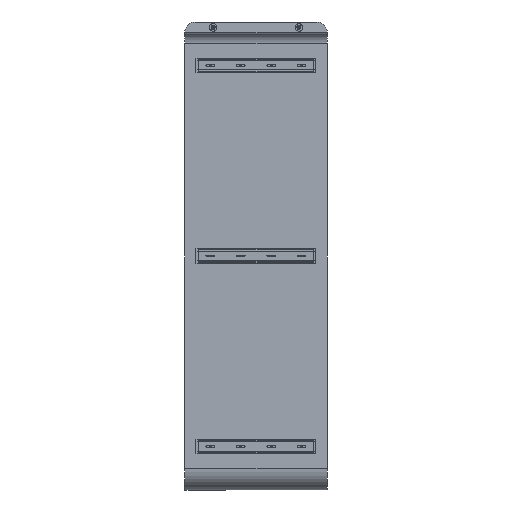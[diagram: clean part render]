
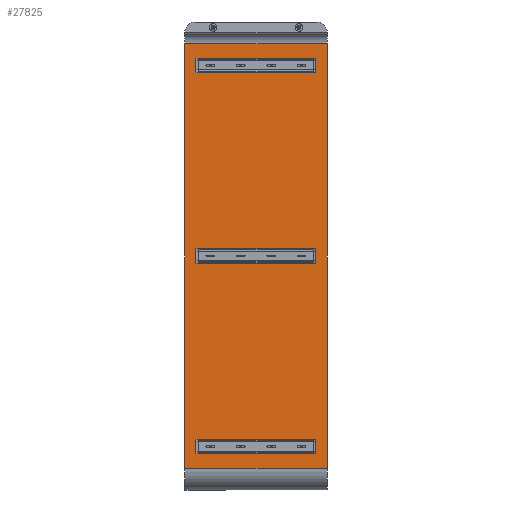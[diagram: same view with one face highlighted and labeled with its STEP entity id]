
A CAD part, front view. The second image highlights one B-rep face of the part: STEP entity #27825.
In plain terms, the highlighted planar face has unit normal (0, -1, 0).
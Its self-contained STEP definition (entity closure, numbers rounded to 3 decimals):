
#47 = DIRECTION ( 'NONE',  ( 0., 0., -1. ) ) ;
#49 = DIRECTION ( 'NONE',  ( 0., 0., -1. ) ) ;
#219 = FACE_BOUND ( 'NONE', #44852, .T. ) ;
#475 = FACE_OUTER_BOUND ( 'NONE', #16420, .T. ) ;
#581 = EDGE_CURVE ( 'NONE', #4543, #31240, #37702, .T. ) ;
#713 = VERTEX_POINT ( 'NONE', #9012 ) ;
#860 = EDGE_CURVE ( 'NONE', #45968, #13779, #16853, .T. ) ;
#2286 = VECTOR ( 'NONE', #21216, 1000. ) ;
#2318 = VECTOR ( 'NONE', #9261, 1000. ) ;
#2569 = EDGE_CURVE ( 'NONE', #18736, #41325, #42530, .T. ) ;
#2921 = CARTESIAN_POINT ( 'NONE',  ( -258.438, 531.417, -89.876 ) ) ;
#2960 = LINE ( 'NONE', #6402, #24071 ) ;
#3304 = CARTESIAN_POINT ( 'NONE',  ( -298.438, 531.417, -39.876 ) ) ;
#3938 = EDGE_CURVE ( 'NONE', #28555, #24615, #38963, .T. ) ;
#4134 = FACE_BOUND ( 'NONE', #30736, .T. ) ;
#4543 = VERTEX_POINT ( 'NONE', #18229 ) ;
#5158 = EDGE_CURVE ( 'NONE', #24615, #34200, #2960, .T. ) ;
#5336 = EDGE_CURVE ( 'NONE', #48122, #22843, #42406, .T. ) ;
#5655 = LINE ( 'NONE', #9589, #34678 ) ;
#5697 = DIRECTION ( 'NONE',  ( 0., 0., -1. ) ) ;
#5841 = DIRECTION ( 'NONE',  ( 0., 0., -1. ) ) ;
#6317 = CARTESIAN_POINT ( 'NONE',  ( 201.562, 531.417, -39.876 ) ) ;
#6402 = CARTESIAN_POINT ( 'NONE',  ( -298.438, 531.417, -39.876 ) ) ;
#6508 = ORIENTED_EDGE ( 'NONE', *, *, #5158, .F. ) ;
#6840 = LINE ( 'NONE', #2921, #30241 ) ;
#7129 = VECTOR ( 'NONE', #9999, 1000. ) ;
#7613 = ORIENTED_EDGE ( 'NONE', *, *, #21207, .F. ) ;
#7876 = CARTESIAN_POINT ( 'NONE',  ( -258.438, 531.417, -808.876 ) ) ;
#8048 = CARTESIAN_POINT ( 'NONE',  ( -48.438, 531.417, -782.876 ) ) ;
#8457 = CARTESIAN_POINT ( 'NONE',  ( 161.562, 531.417, -1423.876 ) ) ;
#8648 = VECTOR ( 'NONE', #47, 1000. ) ;
#9012 = CARTESIAN_POINT ( 'NONE',  ( -258.438, 531.417, -89.876 ) ) ;
#9047 = CARTESIAN_POINT ( 'NONE',  ( -258.438, 531.417, -1475.876 ) ) ;
#9261 = DIRECTION ( 'NONE',  ( 1., 0., 0. ) ) ;
#9323 = CARTESIAN_POINT ( 'NONE',  ( -258.438, 531.417, -756.876 ) ) ;
#9393 = LINE ( 'NONE', #39289, #33068 ) ;
#9481 = ORIENTED_EDGE ( 'NONE', *, *, #28538, .T. ) ;
#9589 = CARTESIAN_POINT ( 'NONE',  ( 161.562, 531.417, -808.876 ) ) ;
#9999 = DIRECTION ( 'NONE',  ( 1., 0., 0. ) ) ;
#10312 = ORIENTED_EDGE ( 'NONE', *, *, #3938, .F. ) ;
#10651 = ORIENTED_EDGE ( 'NONE', *, *, #860, .T. ) ;
#10696 = EDGE_CURVE ( 'NONE', #23095, #28555, #15379, .T. ) ;
#11120 = ORIENTED_EDGE ( 'NONE', *, *, #23769, .T. ) ;
#11968 = VERTEX_POINT ( 'NONE', #30319 ) ;
#12381 = DIRECTION ( 'NONE',  ( 1., 0., 0. ) ) ;
#13779 = VERTEX_POINT ( 'NONE', #36363 ) ;
#14330 = VECTOR ( 'NONE', #49, 1000. ) ;
#14526 = AXIS2_PLACEMENT_3D ( 'NONE', #8048, #23026, #45829 ) ;
#15258 = EDGE_CURVE ( 'NONE', #22843, #11968, #24900, .T. ) ;
#15379 = LINE ( 'NONE', #30364, #39214 ) ;
#16411 = DIRECTION ( 'NONE',  ( -1., 0., 0. ) ) ;
#16420 = EDGE_LOOP ( 'NONE', ( #6508, #10312, #22783, #29289 ) ) ;
#16424 = ORIENTED_EDGE ( 'NONE', *, *, #15258, .F. ) ;
#16766 = CARTESIAN_POINT ( 'NONE',  ( -258.438, 531.417, -141.876 ) ) ;
#16853 = LINE ( 'NONE', #35002, #19849 ) ;
#16918 = ORIENTED_EDGE ( 'NONE', *, *, #24382, .T. ) ;
#17404 = CARTESIAN_POINT ( 'NONE',  ( 201.562, 531.417, -39.876 ) ) ;
#17618 = VECTOR ( 'NONE', #12381, 1000. ) ;
#17684 = DIRECTION ( 'NONE',  ( 0., 0., 1. ) ) ;
#17826 = EDGE_CURVE ( 'NONE', #48122, #42208, #20302, .T. ) ;
#18229 = CARTESIAN_POINT ( 'NONE',  ( -258.438, 531.417, -808.876 ) ) ;
#18606 = DIRECTION ( 'NONE',  ( 1., 0., 0. ) ) ;
#18736 = VERTEX_POINT ( 'NONE', #36037 ) ;
#18852 = CARTESIAN_POINT ( 'NONE',  ( 201.562, 531.417, -1525.876 ) ) ;
#18913 = LINE ( 'NONE', #37304, #14330 ) ;
#19662 = EDGE_CURVE ( 'NONE', #34200, #23095, #43598, .T. ) ;
#19849 = VECTOR ( 'NONE', #39640, 1000. ) ;
#19936 = ORIENTED_EDGE ( 'NONE', *, *, #22809, .T. ) ;
#20302 = LINE ( 'NONE', #35739, #2318 ) ;
#21207 = EDGE_CURVE ( 'NONE', #713, #18736, #9393, .T. ) ;
#21216 = DIRECTION ( 'NONE',  ( 1., 0., 0. ) ) ;
#22783 = ORIENTED_EDGE ( 'NONE', *, *, #10696, .F. ) ;
#22809 = EDGE_CURVE ( 'NONE', #42208, #11968, #18913, .T. ) ;
#22843 = VERTEX_POINT ( 'NONE', #24064 ) ;
#23026 = DIRECTION ( 'NONE',  ( 0., 1., 0. ) ) ;
#23095 = VERTEX_POINT ( 'NONE', #17404 ) ;
#23374 = VERTEX_POINT ( 'NONE', #29915 ) ;
#23769 = EDGE_CURVE ( 'NONE', #23374, #41325, #43599, .T. ) ;
#24064 = CARTESIAN_POINT ( 'NONE',  ( -258.438, 531.417, -1475.876 ) ) ;
#24071 = VECTOR ( 'NONE', #17684, 1000. ) ;
#24382 = EDGE_CURVE ( 'NONE', #13779, #31240, #5655, .T. ) ;
#24615 = VERTEX_POINT ( 'NONE', #40444 ) ;
#24900 = LINE ( 'NONE', #39835, #2286 ) ;
#24967 = CARTESIAN_POINT ( 'NONE',  ( 161.562, 531.417, -141.876 ) ) ;
#26310 = VECTOR ( 'NONE', #16411, 1000. ) ;
#26500 = CARTESIAN_POINT ( 'NONE',  ( 161.562, 531.417, -141.876 ) ) ;
#27163 = CARTESIAN_POINT ( 'NONE',  ( -258.438, 531.417, -1423.876 ) ) ;
#27810 = VECTOR ( 'NONE', #29888, 1000. ) ;
#27825 = ADVANCED_FACE ( 'NONE', ( #4134, #30886, #219, #475 ), #45329, .F. ) ;
#28538 = EDGE_CURVE ( 'NONE', #713, #23374, #6840, .T. ) ;
#28555 = VERTEX_POINT ( 'NONE', #18852 ) ;
#28936 = CARTESIAN_POINT ( 'NONE',  ( 161.562, 531.417, -808.876 ) ) ;
#29289 = ORIENTED_EDGE ( 'NONE', *, *, #19662, .F. ) ;
#29888 = DIRECTION ( 'NONE',  ( 1., 0., 0. ) ) ;
#29915 = CARTESIAN_POINT ( 'NONE',  ( 161.562, 531.417, -89.876 ) ) ;
#30241 = VECTOR ( 'NONE', #18606, 1000. ) ;
#30319 = CARTESIAN_POINT ( 'NONE',  ( 161.562, 531.417, -1475.876 ) ) ;
#30364 = CARTESIAN_POINT ( 'NONE',  ( 201.562, 531.417, -39.876 ) ) ;
#30736 = EDGE_LOOP ( 'NONE', ( #47658, #7613, #9481, #11120 ) ) ;
#30886 = FACE_BOUND ( 'NONE', #39372, .T. ) ;
#31240 = VERTEX_POINT ( 'NONE', #28936 ) ;
#33068 = VECTOR ( 'NONE', #5697, 1000. ) ;
#33310 = ORIENTED_EDGE ( 'NONE', *, *, #5336, .F. ) ;
#34200 = VERTEX_POINT ( 'NONE', #3304 ) ;
#34678 = VECTOR ( 'NONE', #36290, 1000. ) ;
#35002 = CARTESIAN_POINT ( 'NONE',  ( -258.438, 531.417, -756.876 ) ) ;
#35739 = CARTESIAN_POINT ( 'NONE',  ( -258.438, 531.417, -1423.876 ) ) ;
#36037 = CARTESIAN_POINT ( 'NONE',  ( -258.438, 531.417, -141.876 ) ) ;
#36290 = DIRECTION ( 'NONE',  ( 0., 0., -1. ) ) ;
#36315 = VECTOR ( 'NONE', #39903, 1000. ) ;
#36363 = CARTESIAN_POINT ( 'NONE',  ( 161.562, 531.417, -756.876 ) ) ;
#37010 = ORIENTED_EDGE ( 'NONE', *, *, #47100, .F. ) ;
#37304 = CARTESIAN_POINT ( 'NONE',  ( 161.562, 531.417, -1475.876 ) ) ;
#37702 = LINE ( 'NONE', #38193, #27810 ) ;
#38139 = ORIENTED_EDGE ( 'NONE', *, *, #17826, .T. ) ;
#38193 = CARTESIAN_POINT ( 'NONE',  ( -258.438, 531.417, -808.876 ) ) ;
#38963 = LINE ( 'NONE', #42422, #26310 ) ;
#39214 = VECTOR ( 'NONE', #41623, 1000. ) ;
#39289 = CARTESIAN_POINT ( 'NONE',  ( -258.438, 531.417, -141.876 ) ) ;
#39372 = EDGE_LOOP ( 'NONE', ( #40248, #37010, #10651, #16918 ) ) ;
#39640 = DIRECTION ( 'NONE',  ( 1., 0., 0. ) ) ;
#39835 = CARTESIAN_POINT ( 'NONE',  ( -258.438, 531.417, -1475.876 ) ) ;
#39903 = DIRECTION ( 'NONE',  ( 0., 0., -1. ) ) ;
#40248 = ORIENTED_EDGE ( 'NONE', *, *, #581, .F. ) ;
#40444 = CARTESIAN_POINT ( 'NONE',  ( -298.438, 531.417, -1525.876 ) ) ;
#41325 = VERTEX_POINT ( 'NONE', #26500 ) ;
#41623 = DIRECTION ( 'NONE',  ( 0., 0., -1. ) ) ;
#42208 = VERTEX_POINT ( 'NONE', #8457 ) ;
#42406 = LINE ( 'NONE', #9047, #46783 ) ;
#42422 = CARTESIAN_POINT ( 'NONE',  ( 201.562, 531.417, -1525.876 ) ) ;
#42530 = LINE ( 'NONE', #16766, #17618 ) ;
#43598 = LINE ( 'NONE', #6317, #7129 ) ;
#43599 = LINE ( 'NONE', #24967, #36315 ) ;
#44852 = EDGE_LOOP ( 'NONE', ( #16424, #33310, #38139, #19936 ) ) ;
#45151 = LINE ( 'NONE', #7876, #8648 ) ;
#45329 = PLANE ( 'NONE',  #14526 ) ;
#45829 = DIRECTION ( 'NONE',  ( 1., 0., 0. ) ) ;
#45968 = VERTEX_POINT ( 'NONE', #9323 ) ;
#46783 = VECTOR ( 'NONE', #5841, 1000. ) ;
#47100 = EDGE_CURVE ( 'NONE', #45968, #4543, #45151, .T. ) ;
#47658 = ORIENTED_EDGE ( 'NONE', *, *, #2569, .F. ) ;
#48122 = VERTEX_POINT ( 'NONE', #27163 ) ;
